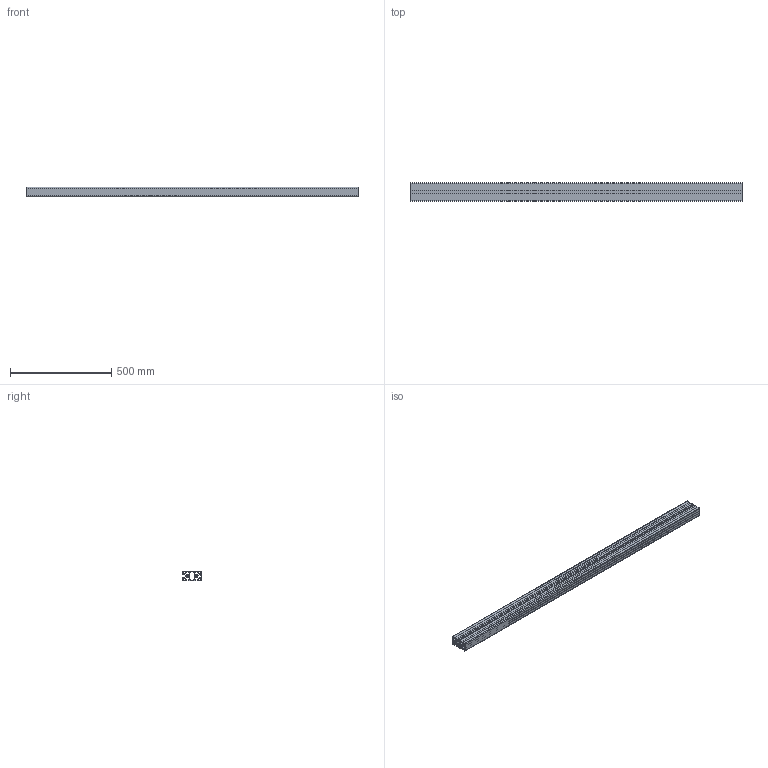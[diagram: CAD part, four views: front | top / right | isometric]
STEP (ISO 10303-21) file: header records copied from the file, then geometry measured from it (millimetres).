
FILE_DESCRIPTION(('Open CASCADE Model'),'2;1');
FILE_NAME('Open CASCADE Shape Model','2021-04-08T10:47:28',('Author'),( 'Open CASCADE'),'Open CASCADE STEP processor 7.4','Open CASCADE 7.4' ,'Unknown');
FILE_SCHEMA(('CONFIG_CONTROL_DESIGN'));
Length unit declared in the file: millimetre
Products named in the file (1): 0000032572 80
Bounding box: 1636 x 90 x 45 mm (x, y, z)
Volume: 1905404.3 mm3; surface area: 1690438.6 mm2
Topology: 1 solids, 1 shells, 217 faces, 649 edges, 434 vertices
Faces by surface type: plane 170, cylinder 47
Entity records: 15917 total; most frequent: CARTESIAN_POINT 2893, DIRECTION 2432, LINE 1751, VECTOR 1751, ORIENTED_EDGE 1298, PCURVE 1298, DEFINITIONAL_REPRESENTATION 1298, EDGE_CURVE 649
